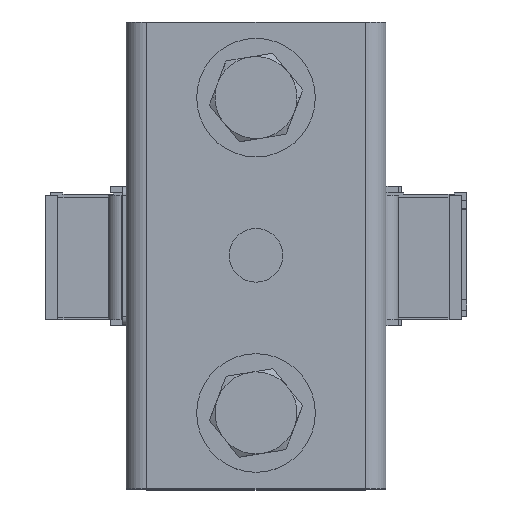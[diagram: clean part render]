
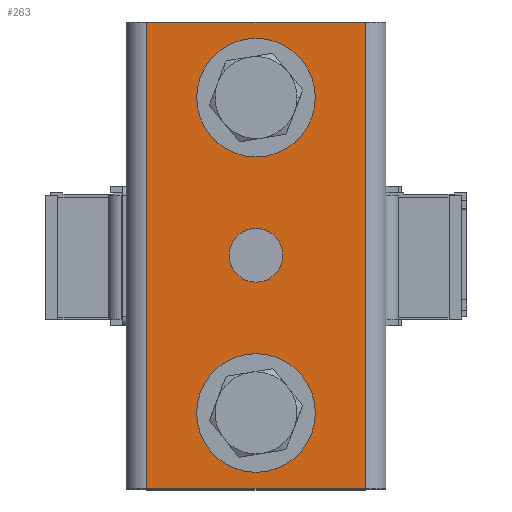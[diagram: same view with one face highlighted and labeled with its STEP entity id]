
A CAD part, top view. The second image highlights one B-rep face of the part: STEP entity #263.
In plain terms, the highlighted planar face has unit normal (0, 0, 1).
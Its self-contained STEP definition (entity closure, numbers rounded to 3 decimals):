
#263=ADVANCED_FACE('',(#724,#725,#726,#727),#728,.F.);
#724=FACE_OUTER_BOUND('',#1656,.T.);
#725=FACE_BOUND('',#1657,.T.);
#726=FACE_BOUND('',#1658,.T.);
#727=FACE_BOUND('',#1659,.T.);
#728=PLANE('',#1660);
#1656=EDGE_LOOP('',(#2671,#2672,#2673,#2674));
#1657=EDGE_LOOP('',(#2675,#2676));
#1658=EDGE_LOOP('',(#2677,#2678));
#1659=EDGE_LOOP('',(#2679,#2680));
#1660=AXIS2_PLACEMENT_3D('',#2681,#2682,#2683);
#2671=ORIENTED_EDGE('',*,*,#6076,.F.);
#2672=ORIENTED_EDGE('',*,*,#6089,.F.);
#2673=ORIENTED_EDGE('',*,*,#6061,.F.);
#2674=ORIENTED_EDGE('',*,*,#6090,.F.);
#2675=ORIENTED_EDGE('',*,*,#6040,.T.);
#2676=ORIENTED_EDGE('',*,*,#6081,.T.);
#2677=ORIENTED_EDGE('',*,*,#6044,.T.);
#2678=ORIENTED_EDGE('',*,*,#6082,.T.);
#2679=ORIENTED_EDGE('',*,*,#6048,.T.);
#2680=ORIENTED_EDGE('',*,*,#6083,.T.);
#2681=CARTESIAN_POINT('',(3.055,41.827,18.479));
#2682=DIRECTION('',(0.,0.,-1.0));
#2683=DIRECTION('',(-1.0,0.0,0.));
#6040=EDGE_CURVE('',#7114,#7112,#7115,.T.);
#6044=EDGE_CURVE('',#7122,#7120,#7123,.T.);
#6048=EDGE_CURVE('',#7130,#7128,#7131,.T.);
#6061=EDGE_CURVE('',#7150,#7152,#7153,.T.);
#6076=EDGE_CURVE('',#7177,#7179,#7180,.T.);
#6081=EDGE_CURVE('',#7112,#7114,#7188,.T.);
#6082=EDGE_CURVE('',#7120,#7122,#7189,.T.);
#6083=EDGE_CURVE('',#7128,#7130,#7190,.T.);
#6089=EDGE_CURVE('',#7152,#7177,#7200,.T.);
#6090=EDGE_CURVE('',#7179,#7150,#7201,.T.);
#7112=VERTEX_POINT('',#8867);
#7114=VERTEX_POINT('',#8870);
#7115=CIRCLE('',#8871,4.25);
#7120=VERTEX_POINT('',#8877);
#7122=VERTEX_POINT('',#8880);
#7123=CIRCLE('',#8881,4.25);
#7128=VERTEX_POINT('',#8887);
#7130=VERTEX_POINT('',#8890);
#7131=CIRCLE('',#8891,4.25);
#7150=VERTEX_POINT('',#8916);
#7152=VERTEX_POINT('',#8918);
#7153=LINE('',#8919,#8920);
#7177=VERTEX_POINT('',#8954);
#7179=VERTEX_POINT('',#8956);
#7180=LINE('',#8957,#8958);
#7188=CIRCLE('',#8969,4.25);
#7189=CIRCLE('',#8970,4.25);
#7190=CIRCLE('',#8971,4.25);
#7200=LINE('',#8986,#8987);
#7201=LINE('',#8988,#8989);
#8867=CARTESIAN_POINT('',(-17.545,9.077,18.479));
#8870=CARTESIAN_POINT('',(-17.545,0.577,18.479));
#8871=AXIS2_PLACEMENT_3D('',#11711,#11712,#11713);
#8877=CARTESIAN_POINT('',(-17.545,-15.923,18.479));
#8880=CARTESIAN_POINT('',(-17.545,-24.423,18.479));
#8881=AXIS2_PLACEMENT_3D('',#11719,#11720,#11721);
#8887=CARTESIAN_POINT('',(-17.545,34.077,18.479));
#8890=CARTESIAN_POINT('',(-17.545,25.577,18.479));
#8891=AXIS2_PLACEMENT_3D('',#11727,#11728,#11729);
#8916=CARTESIAN_POINT('',(-0.245,-32.173,18.479));
#8918=CARTESIAN_POINT('',(-34.845,-32.173,18.479));
#8919=CARTESIAN_POINT('',(-34.845,-32.173,18.479));
#8920=VECTOR('',#11754,1000.0);
#8954=CARTESIAN_POINT('',(-34.845,41.827,18.479));
#8956=CARTESIAN_POINT('',(-0.245,41.827,18.479));
#8957=CARTESIAN_POINT('',(-0.245,41.827,18.479));
#8958=VECTOR('',#11777,1000.0);
#8969=AXIS2_PLACEMENT_3D('',#11784,#11785,#11786);
#8970=AXIS2_PLACEMENT_3D('',#11787,#11788,#11789);
#8971=AXIS2_PLACEMENT_3D('',#11790,#11791,#11792);
#8986=CARTESIAN_POINT('',(-34.845,41.827,18.479));
#8987=VECTOR('',#11798,1000.0);
#8988=CARTESIAN_POINT('',(-0.245,41.827,18.479));
#8989=VECTOR('',#11799,1000.0);
#11711=CARTESIAN_POINT('',(-17.545,4.827,18.479));
#11712=DIRECTION('',(0.,-0.0,-1.0));
#11713=DIRECTION('',(0.0,-1.0,0.0));
#11719=CARTESIAN_POINT('',(-17.545,-20.173,18.479));
#11720=DIRECTION('',(-0.0,-0.0,-1.0));
#11721=DIRECTION('',(0.0,-1.0,0.0));
#11727=CARTESIAN_POINT('',(-17.545,29.827,18.479));
#11728=DIRECTION('',(-0.0,-0.0,-1.0));
#11729=DIRECTION('',(0.0,-1.0,0.0));
#11754=DIRECTION('',(-1.0,0.,-0.0));
#11777=DIRECTION('',(1.0,0.,0.));
#11784=CARTESIAN_POINT('',(-17.545,4.827,18.479));
#11785=DIRECTION('',(0.,-0.0,-1.0));
#11786=DIRECTION('',(0.0,-1.0,0.0));
#11787=CARTESIAN_POINT('',(-17.545,-20.173,18.479));
#11788=DIRECTION('',(-0.0,-0.0,-1.0));
#11789=DIRECTION('',(0.0,-1.0,0.0));
#11790=CARTESIAN_POINT('',(-17.545,29.827,18.479));
#11791=DIRECTION('',(-0.0,-0.0,-1.0));
#11792=DIRECTION('',(0.0,-1.0,0.0));
#11798=DIRECTION('',(0.,1.0,0.));
#11799=DIRECTION('',(0.,-1.0,0.));
